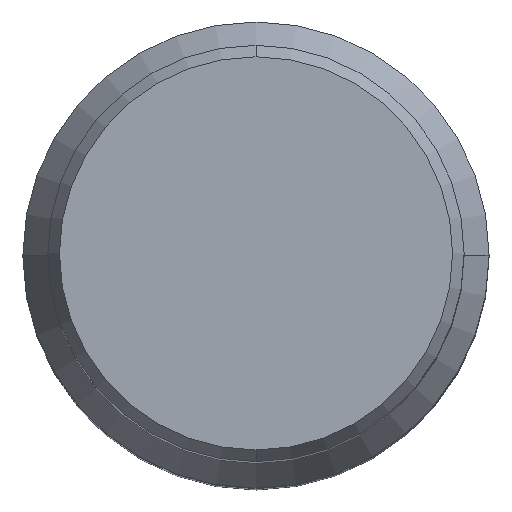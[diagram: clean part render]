
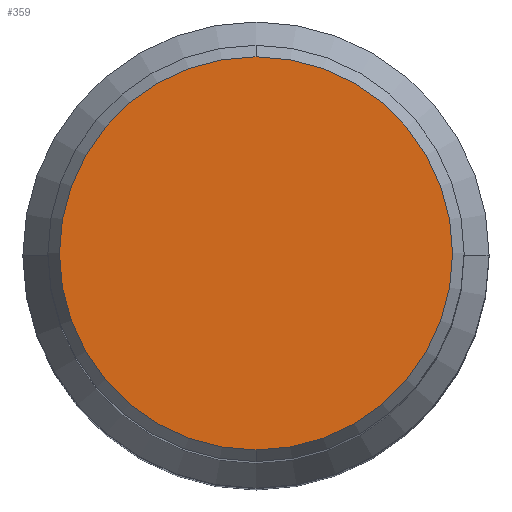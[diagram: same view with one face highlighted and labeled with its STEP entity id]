
A CAD part, top view. The second image highlights one B-rep face of the part: STEP entity #359.
In plain terms, the highlighted planar face has unit normal (0, 0, 1).
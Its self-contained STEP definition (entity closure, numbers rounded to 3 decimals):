
#187=VERTEX_POINT('',#480);
#267=EDGE_CURVE('',#187,#365,#567,.T.);
#269=EDGE_CURVE('',#365,#187,#569,.T.);
#359=ADVANCED_FACE('',(#669),#670,.T.);
#365=VERTEX_POINT('',#677);
#480=CARTESIAN_POINT('',(0.0,11.807,0.0));
#567=CIRCLE('',#1014,11.807);
#569=CIRCLE('',#1017,11.807);
#669=FACE_OUTER_BOUND('',#1279,.T.);
#670=PLANE('',#1280);
#677=CARTESIAN_POINT('',(0.,-11.807,0.0));
#1014=AXIS2_PLACEMENT_3D('',#1648,#1649,#1650);
#1017=AXIS2_PLACEMENT_3D('',#1651,#1652,#1653);
#1279=EDGE_LOOP('',(#1781,#1782));
#1280=AXIS2_PLACEMENT_3D('',#1783,#1784,#1785);
#1648=CARTESIAN_POINT('',(0.0,0.0,0.0));
#1649=DIRECTION('',(0.0,0.0,-1.0));
#1650=DIRECTION('',(0.0,1.0,0.0));
#1651=CARTESIAN_POINT('',(0.0,0.0,0.0));
#1652=DIRECTION('',(0.0,0.0,-1.0));
#1653=DIRECTION('',(0.0,1.0,0.0));
#1781=ORIENTED_EDGE('',*,*,#267,.F.);
#1782=ORIENTED_EDGE('',*,*,#269,.F.);
#1783=CARTESIAN_POINT('',(0.0,5.904,0.0));
#1784=DIRECTION('',(-0.0,0.0,1.0));
#1785=DIRECTION('',(0.0,-1.0,0.0));
